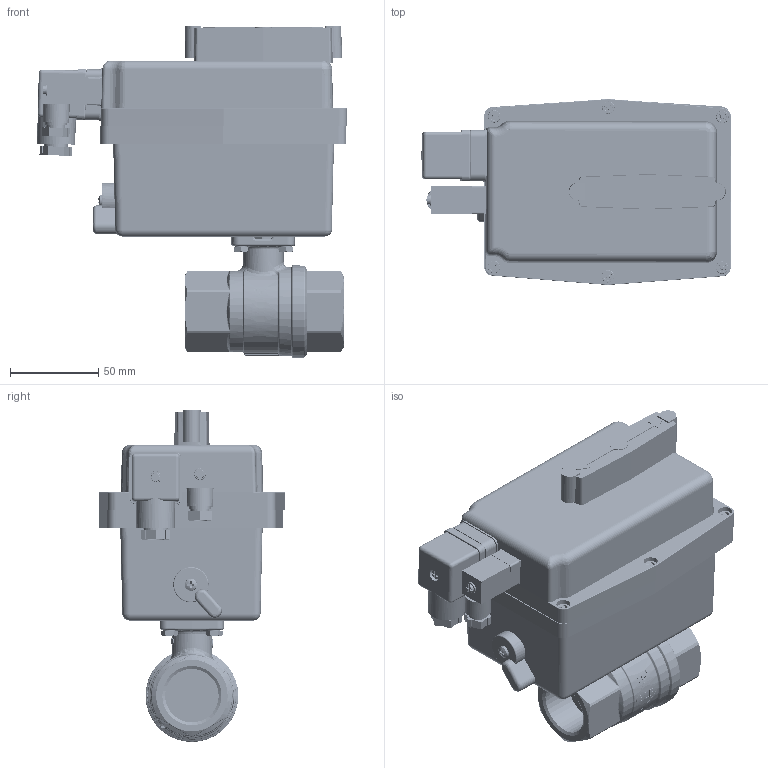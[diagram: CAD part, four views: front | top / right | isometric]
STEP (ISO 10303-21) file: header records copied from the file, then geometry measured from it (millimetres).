
FILE_DESCRIPTION(('STEP AP214'),'1');
FILE_NAME('valve_ake964-1_-l10.stp','2018-06-14T12:23:21',('TraceParts'),('TraceParts S.A.'),'Spatial InterOp 3D',' ',' ');
FILE_SCHEMA(('automotive_design'));
Length unit declared in the file: millimetre
Products named in the file (60): valve_ake964-1_-l10_1; valve_ake964-1_-l10_2; valve_ake964-1_-l10_3; valve_ake964-1_-l10_4; valve_ake964-1_-l10_5; valve_ake964-1_-l10_6; valve_ake964-1_-l10_7; valve_ake964-1_-l10_8; valve_ake964-1_-l10_9; valve_ake964-1_-l10_10; valve_ake964-1_-l10_11; valve_ake964-1_-l10_12; valve_ake964-1_-l10_13; valve_ake964-1_-l10_14; valve_ake964-1_-l10_15; valve_ake964-1_-l10_16; valve_ake964-1_-l10_17; valve_ake964-1_-l10_18; valve_ake964-1_-l10_19; valve_ake964-1_-l10_20; valve_ake964-1_-l10_21; valve_ake964-1_-l10_22; valve_ake964-1_-l10_23; valve_ake964-1_-l10_24; valve_ake964-1_-l10_25; valve_ake964-1_-l10_26; valve_ake964-1_-l10_27; valve_ake964-1_-l10_28; valve_ake964-1_-l10_29; valve_ake964-1_-l10_30; valve_ake964-1_-l10_31; Volumenkörper32; valve_ake964-1_-l10_33; valve_ake964-1_-l10_34; valve_ake964-1_-l10_35; valve_ake964-1_-l10_36; valve_ake964-1_-l10_37; valve_ake964-1_-l10_38; valve_ake964-1_-l10_39; valve_ake964-1_-l10_40 ...
Bounding box: 175.51 x 105.32 x 187.92 mm (x, y, z)
Volume: 493619.8 mm3; surface area: 246882.2 mm2
Topology: 60 solids, 60 shells, 4787 faces, 11655 edges, 7110 vertices
Faces by surface type: plane 1341, cylinder 1337, cone 1274, torus 533, bspline 192, sphere 110
Entity records: 191388 total; most frequent: CARTESIAN_POINT 37883, DIRECTION 25280, ORIENTED_EDGE 23184, EDGE_CURVE 11592, AXIS2_PLACEMENT_3D 9974, VERTEX_POINT 7110, LINE 5332, VECTOR 5332
